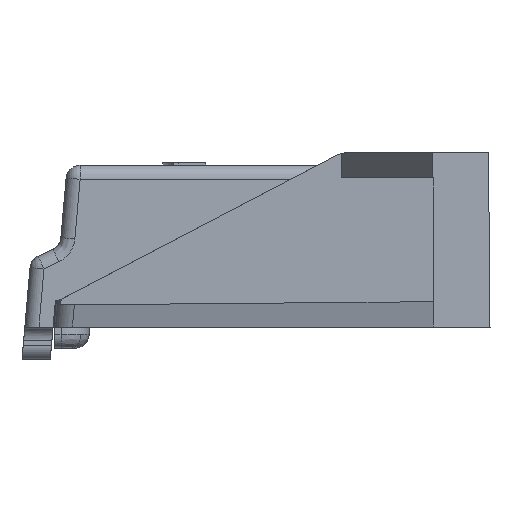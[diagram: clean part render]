
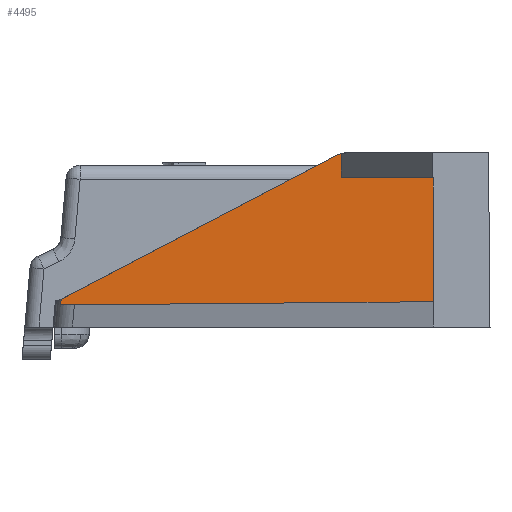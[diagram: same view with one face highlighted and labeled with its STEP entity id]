
A CAD part, left-side view. The second image highlights one B-rep face of the part: STEP entity #4495.
In plain terms, the highlighted planar face has unit normal (-1, 0.009, 0).
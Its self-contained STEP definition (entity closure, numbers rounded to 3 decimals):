
#451 = DIRECTION ( 'NONE',  ( -0.009, -1., 0.009 ) ) ;
#1800 = VERTEX_POINT ( 'NONE', #41525 ) ;
#2530 = LINE ( 'NONE', #10682, #38979 ) ;
#2562 = CARTESIAN_POINT ( 'NONE',  ( -47.296, -6.087, 10.604 ) ) ;
#3431 = CARTESIAN_POINT ( 'NONE',  ( -47.241, 0.308, 12.239 ) ) ;
#4495 = ADVANCED_FACE ( 'NONE', ( #50256 ), #14888, .T. ) ;
#5298 = EDGE_CURVE ( 'NONE', #6355, #48790, #17281, .T. ) ;
#5592 = CARTESIAN_POINT ( 'NONE',  ( -47.069, 19.984, 1.569 ) ) ;
#6355 = VERTEX_POINT ( 'NONE', #15772 ) ;
#6663 = ORIENTED_EDGE ( 'NONE', *, *, #39971, .T. ) ;
#6876 = VECTOR ( 'NONE', #451, 1000. ) ;
#7265 = EDGE_CURVE ( 'NONE', #48184, #48790, #35374, .T. ) ;
#9632 = DIRECTION ( 'NONE',  ( 0., 0., -1. ) ) ;
#10682 = CARTESIAN_POINT ( 'NONE',  ( -47.243, 0.037, 10.6 ) ) ;
#10716 = LINE ( 'NONE', #2562, #27023 ) ;
#11648 = CARTESIAN_POINT ( 'NONE',  ( -47.296, -6.087, 1.796 ) ) ;
#12106 = ORIENTED_EDGE ( 'NONE', *, *, #26218, .T. ) ;
#12618 = LINE ( 'NONE', #24118, #39941 ) ;
#14888 = PLANE ( 'NONE',  #31076 ) ;
#15772 = CARTESIAN_POINT ( 'NONE',  ( -47.3, -6.5, 10.6 ) ) ;
#16406 = CARTESIAN_POINT ( 'NONE',  ( -47.243, 0.037, 12.329 ) ) ;
#16432 = ORIENTED_EDGE ( 'NONE', *, *, #34346, .T. ) ;
#17281 = LINE ( 'NONE', #40956, #47386 ) ;
#18995 = CARTESIAN_POINT ( 'NONE',  ( -47.239, 0.435, 12.173 ) ) ;
#19751 = CARTESIAN_POINT ( 'NONE',  ( -47.3, -6.5, 0. ) ) ;
#20058 = CARTESIAN_POINT ( 'NONE',  ( -47.3, -6.5, 1.8 ) ) ;
#20669 = CARTESIAN_POINT ( 'NONE',  ( -47.069, 19.974, 1.706 ) ) ;
#24118 = CARTESIAN_POINT ( 'NONE',  ( -47.199, 5.087, 9.744 ) ) ;
#26028 = EDGE_LOOP ( 'NONE', ( #38913, #12106, #38006, #16432, #30060, #32189, #6663 ) ) ;
#26218 = EDGE_CURVE ( 'NONE', #26300, #42538, #48209, .T. ) ;
#26300 = VERTEX_POINT ( 'NONE', #16406 ) ;
#27023 = VECTOR ( 'NONE', #36998, 1000. ) ;
#27358 = VERTEX_POINT ( 'NONE', #43919 ) ;
#28071 = CARTESIAN_POINT ( 'NONE',  ( -47.069, 19.955, 1.98 ) ) ;
#30060 = ORIENTED_EDGE ( 'NONE', *, *, #7265, .T. ) ;
#30218 = DIRECTION ( 'NONE',  ( -1., 0.009, 0. ) ) ;
#31076 = AXIS2_PLACEMENT_3D ( 'NONE', #19751, #30218, #34531 ) ;
#32189 = ORIENTED_EDGE ( 'NONE', *, *, #5298, .F. ) ;
#32894 = CARTESIAN_POINT ( 'NONE',  ( -47.069, 19.965, 1.843 ) ) ;
#34346 = EDGE_CURVE ( 'NONE', #27358, #48184, #47621, .T. ) ;
#34531 = DIRECTION ( 'NONE',  ( -0.009, -1., 0. ) ) ;
#34542 = EDGE_CURVE ( 'NONE', #1800, #26300, #2530, .T. ) ;
#35374 = LINE ( 'NONE', #11648, #6876 ) ;
#36998 = DIRECTION ( 'NONE',  ( 0.009, 1., 0.009 ) ) ;
#37801 = CARTESIAN_POINT ( 'NONE',  ( -47.239, 0.435, 12.173 ) ) ;
#38006 = ORIENTED_EDGE ( 'NONE', *, *, #38554, .T. ) ;
#38350 = CARTESIAN_POINT ( 'NONE',  ( -47.242, 0.175, 12.291 ) ) ;
#38554 = EDGE_CURVE ( 'NONE', #42538, #27358, #12618, .T. ) ;
#38913 = ORIENTED_EDGE ( 'NONE', *, *, #34542, .T. ) ;
#38979 = VECTOR ( 'NONE', #45286, 1000. ) ;
#39615 = DIRECTION ( 'NONE',  ( 0.008, 0.886, -0.463 ) ) ;
#39941 = VECTOR ( 'NONE', #39615, 1000. ) ;
#39971 = EDGE_CURVE ( 'NONE', #6355, #1800, #10716, .T. ) ;
#40956 = CARTESIAN_POINT ( 'NONE',  ( -47.3, -6.5, 0. ) ) ;
#41525 = CARTESIAN_POINT ( 'NONE',  ( -47.243, 0.037, 10.657 ) ) ;
#42538 = VERTEX_POINT ( 'NONE', #37801 ) ;
#43919 = CARTESIAN_POINT ( 'NONE',  ( -47.069, 19.955, 1.98 ) ) ;
#45286 = DIRECTION ( 'NONE',  ( 0., 0., 1. ) ) ;
#45696 = CARTESIAN_POINT ( 'NONE',  ( -47.243, 0.037, 12.329 ) ) ;
#47386 = VECTOR ( 'NONE', #9632, 1000. ) ;
#47621 =( BOUNDED_CURVE ( )  B_SPLINE_CURVE ( 3, ( #28071, #32894, #20669, #5592 ),
 .UNSPECIFIED., .F., .T. ) 
 B_SPLINE_CURVE_WITH_KNOTS ( ( 4, 4 ),
 ( 2.161, 2.166 ),
 .UNSPECIFIED. ) 
 CURVE ( )  GEOMETRIC_REPRESENTATION_ITEM ( )  RATIONAL_B_SPLINE_CURVE ( ( 1., 1., 1., 1. ) ) 
 REPRESENTATION_ITEM ( '' )  );
#47884 = CARTESIAN_POINT ( 'NONE',  ( -47.069, 19.984, 1.569 ) ) ;
#48184 = VERTEX_POINT ( 'NONE', #47884 ) ;
#48209 =( BOUNDED_CURVE ( )  B_SPLINE_CURVE ( 3, ( #45696, #38350, #3431, #18995 ),
 .UNSPECIFIED., .F., .T. ) 
 B_SPLINE_CURVE_WITH_KNOTS ( ( 4, 4 ),
 ( 4.979, 5.194 ),
 .UNSPECIFIED. ) 
 CURVE ( )  GEOMETRIC_REPRESENTATION_ITEM ( )  RATIONAL_B_SPLINE_CURVE ( ( 1., 0.996, 0.996, 1. ) ) 
 REPRESENTATION_ITEM ( '' )  );
#48790 = VERTEX_POINT ( 'NONE', #20058 ) ;
#50256 = FACE_OUTER_BOUND ( 'NONE', #26028, .T. ) ;
